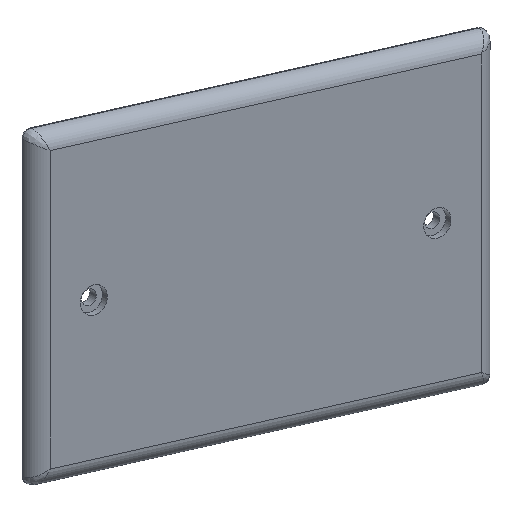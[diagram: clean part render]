
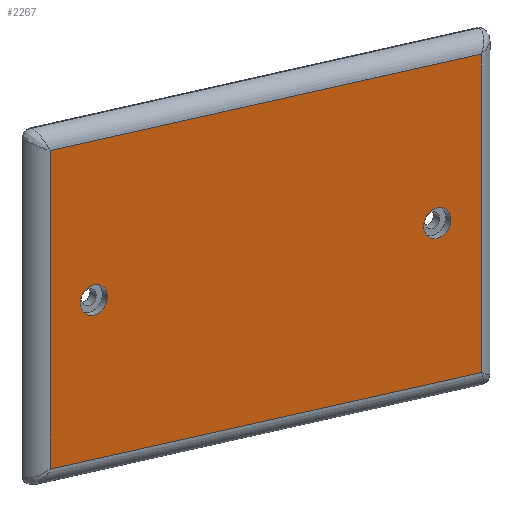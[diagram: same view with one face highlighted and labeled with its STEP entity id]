
A CAD part, top view. The second image highlights one B-rep face of the part: STEP entity #2267.
In plain terms, the highlighted face is planar.
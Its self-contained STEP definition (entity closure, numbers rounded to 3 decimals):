
#216=CARTESIAN_POINT('Vertex',(52.4,-34.4,0.)) ;
#253=CARTESIAN_POINT('Line Origine',(28.2,-34.4,0.)) ;
#257=CARTESIAN_POINT('Vertex',(-52.4,-34.4,0.)) ;
#447=CARTESIAN_POINT('Vertex',(52.4,34.4,0.)) ;
#484=CARTESIAN_POINT('Line Origine',(52.4,0.,0.)) ;
#556=CARTESIAN_POINT('Line Origine',(28.2,34.4,0.)) ;
#560=CARTESIAN_POINT('Vertex',(-52.4,34.4,0.)) ;
#2215=CARTESIAN_POINT('Axis2P3D Location',(0.,0.,0.)) ;
#2220=CARTESIAN_POINT('Line Origine',(-52.4,0.,0.)) ;
#2231=CARTESIAN_POINT('Axis2P3D Location',(-41.75,0.,0.)) ;
#2235=CARTESIAN_POINT('Vertex',(-38.45,0.,0.)) ;
#2237=CARTESIAN_POINT('Vertex',(-45.05,0.,0.)) ;
#2240=CARTESIAN_POINT('Axis2P3D Location',(-41.75,0.,0.)) ;
#2249=CARTESIAN_POINT('Axis2P3D Location',(41.75,0.,0.)) ;
#2253=CARTESIAN_POINT('Vertex',(38.45,0.,0.)) ;
#2255=CARTESIAN_POINT('Vertex',(45.05,0.,0.)) ;
#2258=CARTESIAN_POINT('Axis2P3D Location',(41.75,0.,0.)) ;
#254=DIRECTION('Vector Direction',(-1.,0.,0.)) ;
#485=DIRECTION('Vector Direction',(0.,1.,0.)) ;
#557=DIRECTION('Vector Direction',(1.,0.,0.)) ;
#2216=DIRECTION('Axis2P3D Direction',(0.,0.,1.)) ;
#2217=DIRECTION('Axis2P3D XDirection',(1.,0.,0.)) ;
#2221=DIRECTION('Vector Direction',(0.,1.,0.)) ;
#2232=DIRECTION('Axis2P3D Direction',(0.,0.,1.)) ;
#2241=DIRECTION('Axis2P3D Direction',(0.,0.,1.)) ;
#2250=DIRECTION('Axis2P3D Direction',(0.,0.,1.)) ;
#2259=DIRECTION('Axis2P3D Direction',(0.,0.,1.)) ;
#2218=AXIS2_PLACEMENT_3D('Plane Axis2P3D',#2215,#2216,#2217) ;
#2233=AXIS2_PLACEMENT_3D('Circle Axis2P3D',#2231,#2232,$) ;
#2242=AXIS2_PLACEMENT_3D('Circle Axis2P3D',#2240,#2241,$) ;
#2251=AXIS2_PLACEMENT_3D('Circle Axis2P3D',#2249,#2250,$) ;
#2260=AXIS2_PLACEMENT_3D('Circle Axis2P3D',#2258,#2259,$) ;
#2226=ORIENTED_EDGE('',*,*,#2224,.T.) ;
#2227=ORIENTED_EDGE('',*,*,#562,.T.) ;
#2228=ORIENTED_EDGE('',*,*,#488,.F.) ;
#2229=ORIENTED_EDGE('',*,*,#259,.T.) ;
#2246=ORIENTED_EDGE('',*,*,#2239,.T.) ;
#2247=ORIENTED_EDGE('',*,*,#2244,.T.) ;
#2264=ORIENTED_EDGE('',*,*,#2257,.F.) ;
#2265=ORIENTED_EDGE('',*,*,#2262,.F.) ;
#2248=FACE_BOUND('',#2245,.T.) ;
#2266=FACE_BOUND('',#2263,.T.) ;
#255=VECTOR('Line Direction',#254,1.) ;
#486=VECTOR('Line Direction',#485,1.) ;
#558=VECTOR('Line Direction',#557,1.) ;
#2222=VECTOR('Line Direction',#2221,1.) ;
#2267=ADVANCED_FACE('PartBody',(#2230,#2248,#2266),#2219,.F.) ;
#2234=CIRCLE('generated circle',#2233,3.3) ;
#2243=CIRCLE('generated circle',#2242,3.3) ;
#2252=CIRCLE('generated circle',#2251,3.3) ;
#2261=CIRCLE('generated circle',#2260,3.3) ;
#259=EDGE_CURVE('',#217,#258,#256,.T.) ;
#488=EDGE_CURVE('',#217,#448,#487,.T.) ;
#562=EDGE_CURVE('',#561,#448,#559,.T.) ;
#2224=EDGE_CURVE('',#258,#561,#2223,.T.) ;
#2239=EDGE_CURVE('',#2236,#2238,#2234,.T.) ;
#2244=EDGE_CURVE('',#2238,#2236,#2243,.T.) ;
#2257=EDGE_CURVE('',#2254,#2256,#2252,.F.) ;
#2262=EDGE_CURVE('',#2256,#2254,#2261,.F.) ;
#2225=EDGE_LOOP('',(#2226,#2227,#2228,#2229)) ;
#2245=EDGE_LOOP('',(#2246,#2247)) ;
#2263=EDGE_LOOP('',(#2264,#2265)) ;
#2230=FACE_OUTER_BOUND('',#2225,.T.) ;
#256=LINE('Line',#253,#255) ;
#487=LINE('Line',#484,#486) ;
#559=LINE('Line',#556,#558) ;
#2223=LINE('Line',#2220,#2222) ;
#2219=PLANE('',#2218) ;
#217=VERTEX_POINT('',#216) ;
#258=VERTEX_POINT('',#257) ;
#448=VERTEX_POINT('',#447) ;
#561=VERTEX_POINT('',#560) ;
#2236=VERTEX_POINT('',#2235) ;
#2238=VERTEX_POINT('',#2237) ;
#2254=VERTEX_POINT('',#2253) ;
#2256=VERTEX_POINT('',#2255) ;
